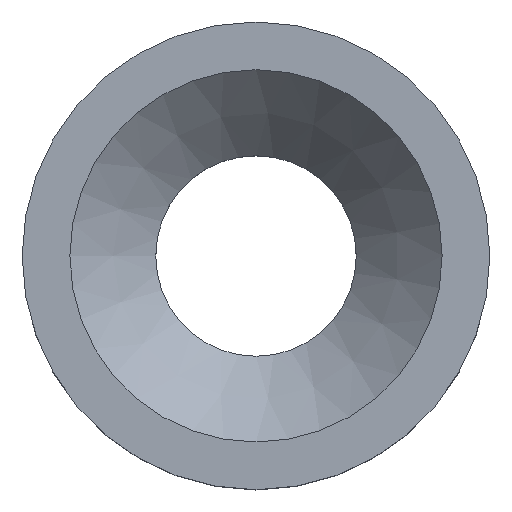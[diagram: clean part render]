
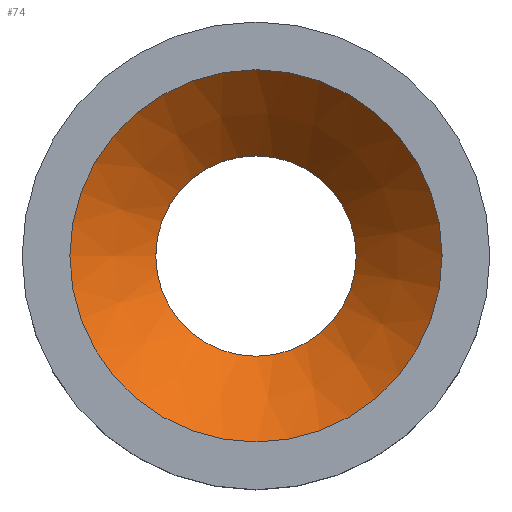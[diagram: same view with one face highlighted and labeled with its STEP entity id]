
A CAD part, top view. The second image highlights one B-rep face of the part: STEP entity #74.
In plain terms, the highlighted conical face has half-angle 45 degrees and reference radius 6 mm.
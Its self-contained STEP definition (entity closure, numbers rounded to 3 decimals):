
#21=FACE_OUTER_BOUND('',#26,.T.);
#26=EDGE_LOOP('',(#57,#58,#59,#60));
#33=LINE('',#133,#36);
#36=VECTOR('',#109,6.);
#39=CIRCLE('',#94,7.8);
#40=CIRCLE('',#95,4.2);
#44=VERTEX_POINT('',#130);
#45=VERTEX_POINT('',#132);
#49=EDGE_CURVE('',#44,#44,#39,.T.);
#50=EDGE_CURVE('',#44,#45,#33,.T.);
#51=EDGE_CURVE('',#45,#45,#40,.T.);
#57=ORIENTED_EDGE('',*,*,#49,.T.);
#58=ORIENTED_EDGE('',*,*,#50,.T.);
#59=ORIENTED_EDGE('',*,*,#51,.F.);
#60=ORIENTED_EDGE('',*,*,#50,.F.);
#73=CONICAL_SURFACE('',#93,6.,0.785);
#74=ADVANCED_FACE('',(#21),#73,.F.);
#93=AXIS2_PLACEMENT_3D('',#129,#105,#106);
#94=AXIS2_PLACEMENT_3D('',#131,#107,#108);
#95=AXIS2_PLACEMENT_3D('',#134,#110,#111);
#105=DIRECTION('center_axis',(0.,0.,1.));
#106=DIRECTION('ref_axis',(1.,0.,0.));
#107=DIRECTION('center_axis',(0.,0.,1.));
#108=DIRECTION('ref_axis',(1.,0.,0.));
#109=DIRECTION('',(0.707,0.,-0.707));
#110=DIRECTION('center_axis',(0.,0.,1.));
#111=DIRECTION('ref_axis',(1.,0.,0.));
#129=CARTESIAN_POINT('Origin',(0.,0.,4.8));
#130=CARTESIAN_POINT('',(-7.8,0.,6.6));
#131=CARTESIAN_POINT('Origin',(0.,0.,6.6));
#132=CARTESIAN_POINT('',(-4.2,0.,3.));
#133=CARTESIAN_POINT('',(-6.,0.,4.8));
#134=CARTESIAN_POINT('Origin',(0.,0.,3.));
